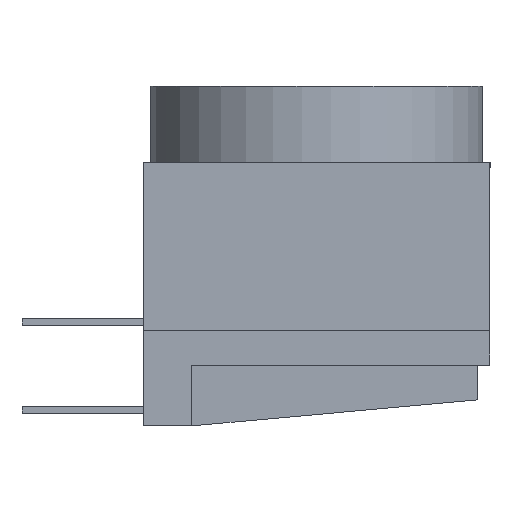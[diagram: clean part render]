
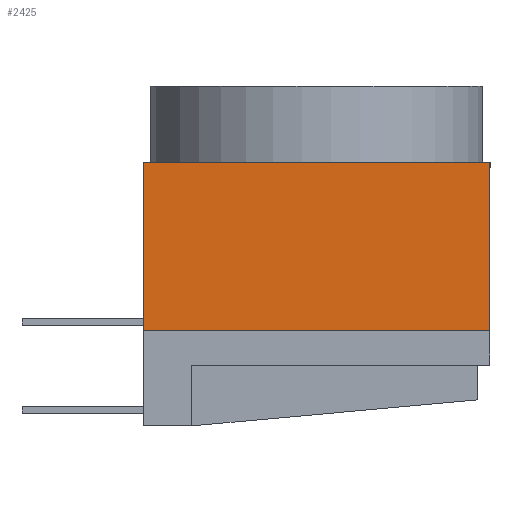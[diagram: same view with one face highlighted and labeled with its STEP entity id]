
A CAD part, front view. The second image highlights one B-rep face of the part: STEP entity #2425.
In plain terms, the highlighted planar face has unit normal (0, -1, 0).
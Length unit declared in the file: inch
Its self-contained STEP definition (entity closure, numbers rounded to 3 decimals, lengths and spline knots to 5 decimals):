
#1586=CARTESIAN_POINT('',(0.19685,-0.19685,-0.11516));
#1587=VERTEX_POINT('',#1586);
#1594=CARTESIAN_POINT('',(-0.19685,-0.19685,-0.11516));
#1595=VERTEX_POINT('',#1594);
#1596=CARTESIAN_POINT('',(-0.19685,-0.19685,-0.11516));
#1597=DIRECTION('',(1.0,0.0,0.0));
#1598=VECTOR('',#1597,0.3937);
#1599=LINE('',#1596,#1598);
#1600=EDGE_CURVE('',#1595,#1587,#1599,.T.);
#2171=CARTESIAN_POINT('',(-0.19685,-0.19685,0.07579));
#2172=VERTEX_POINT('',#2171);
#2179=CARTESIAN_POINT('',(0.19685,-0.19685,0.07579));
#2180=VERTEX_POINT('',#2179);
#2181=CARTESIAN_POINT('',(0.19685,-0.19685,0.07579));
#2182=DIRECTION('',(-1.0,0.0,0.0));
#2183=VECTOR('',#2182,0.3937);
#2184=LINE('',#2181,#2183);
#2185=EDGE_CURVE('',#2180,#2172,#2184,.T.);
#2250=CARTESIAN_POINT('',(-0.19685,-0.19685,0.07579));
#2251=DIRECTION('',(0.0,0.0,-1.0));
#2252=VECTOR('',#2251,0.19094);
#2253=LINE('',#2250,#2252);
#2254=EDGE_CURVE('',#2172,#1595,#2253,.T.);
#2399=CARTESIAN_POINT('',(0.19685,-0.19685,0.07579));
#2400=DIRECTION('',(0.0,0.0,-1.0));
#2401=VECTOR('',#2400,0.19094);
#2402=LINE('',#2399,#2401);
#2403=EDGE_CURVE('',#2180,#1587,#2402,.T.);
#2414=CARTESIAN_POINT('',(-0.21654,-0.19685,0.08533));
#2415=DIRECTION('',(0.0,-1.0,0.0));
#2416=DIRECTION('',(0.0,0.0,-1.0));
#2417=AXIS2_PLACEMENT_3D('',#2414,#2415,#2416);
#2418=PLANE('',#2417);
#2419=ORIENTED_EDGE('',*,*,#2185,.T.);
#2420=ORIENTED_EDGE('',*,*,#2254,.T.);
#2421=ORIENTED_EDGE('',*,*,#1600,.T.);
#2422=ORIENTED_EDGE('',*,*,#2403,.F.);
#2423=EDGE_LOOP('',(#2419,#2420,#2421,#2422));
#2424=FACE_OUTER_BOUND('',#2423,.T.);
#2425=ADVANCED_FACE('',(#2424),#2418,.T.);
